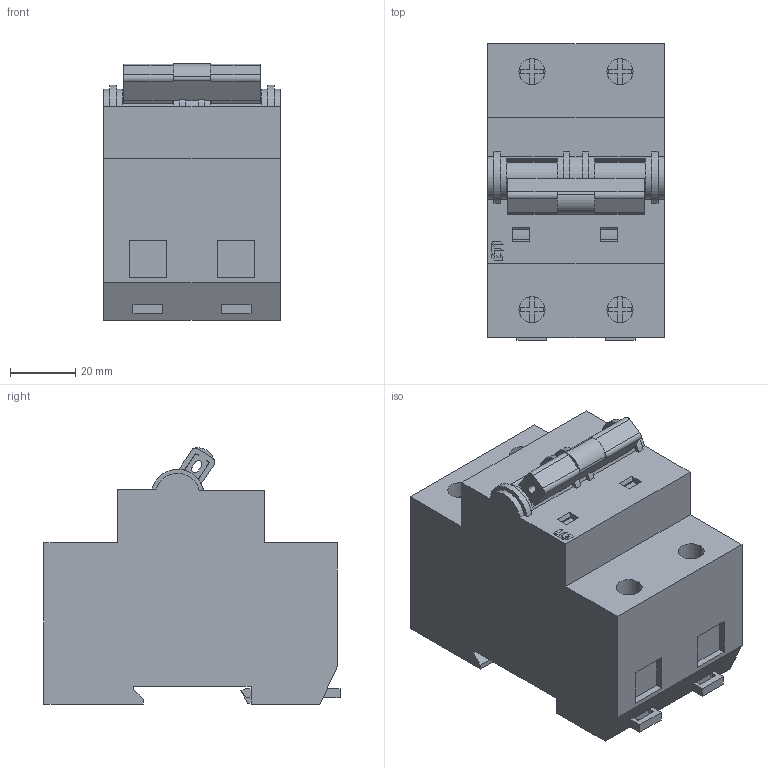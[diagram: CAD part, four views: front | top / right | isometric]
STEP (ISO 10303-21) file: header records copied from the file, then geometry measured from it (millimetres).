
FILE_DESCRIPTION((''),'2;1');
FILE_NAME('ETIMAT10_80-125A_2P_ASM','2020-12-09T',('marketing.praksa'),('Audax d.o.o.'),'CREO PARAMETRIC BY PTC INC, 2017480','CREO PARAMETRIC BY PTC INC, 2017480','');
FILE_SCHEMA(('AUTOMOTIVE_DESIGN { 1 0 10303 214 1 1 1 1 }'));
Length unit declared in the file: millimetre
Products named in the file (4): GHOST_1_1; PRT0004_1; ASTI_MCB_ETIMAT10_100A_2P_ASM_1_ASM; ETIMAT10_80-125A_2P_ASM
Assembly tree (3 placements, depth 3):
  ETIMAT10_80-125A_2P_ASM
    ASTI_MCB_ETIMAT10_100A_2P_ASM_1_ASM
      GHOST_1_1
      PRT0004_1
Bounding box: 54 x 90.8 x 78.64 mm (x, y, z)
Volume: 269952.8 mm3; surface area: 32767.6 mm2
Topology: 1 solids, 1 shells, 308 faces, 931 edges, 638 vertices
Faces by surface type: plane 234, cylinder 74
Entity records: 15789 total; most frequent: CARTESIAN_POINT 1995, ORIENTED_EDGE 1862, DIRECTION 1749, PRESENTATION_STYLE_ASSIGNMENT 1240, STYLED_ITEM 1130, CURVE_STYLE 931, EDGE_CURVE 931, VECTOR 699
